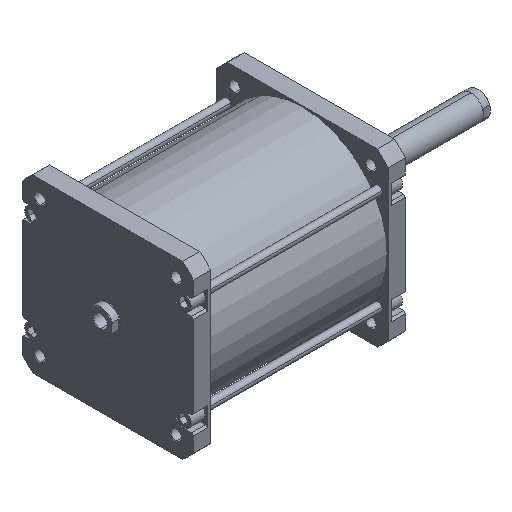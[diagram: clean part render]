
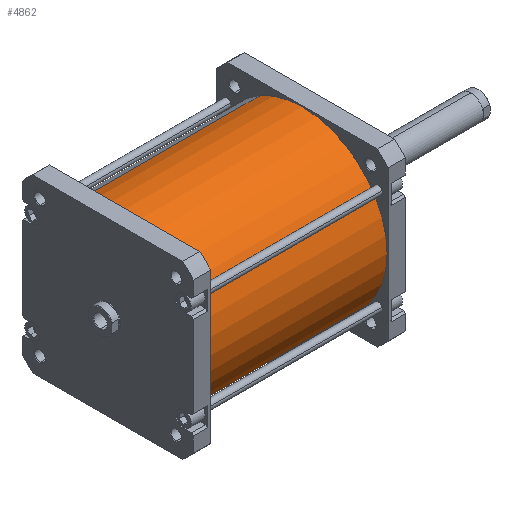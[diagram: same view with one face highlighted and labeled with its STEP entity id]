
A CAD part, isometric view. The second image highlights one B-rep face of the part: STEP entity #4862.
In plain terms, the highlighted cylindrical face has radius 168 mm (diameter 336 mm), a partial arc.
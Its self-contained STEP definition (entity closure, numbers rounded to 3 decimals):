
#499 = EDGE_LOOP ( 'NONE', ( #5489, #5488, #5487, #5486 ) ) ;
#710 = DIRECTION ( 'NONE',  ( 0., 0., -1. ) ) ;
#714 = DIRECTION ( 'NONE',  ( -1., 0., 0. ) ) ;
#723 = CARTESIAN_POINT ( 'NONE',  ( 0., 0., 352. ) ) ;
#1122 = CARTESIAN_POINT ( 'NONE',  ( 168., 0., 352. ) ) ;
#1125 = DIRECTION ( 'NONE',  ( 0., 0., -1. ) ) ;
#1132 = CARTESIAN_POINT ( 'NONE',  ( 0., 0., 352. ) ) ;
#1135 = DIRECTION ( 'NONE',  ( 0., 0., 1. ) ) ;
#1136 = DIRECTION ( 'NONE',  ( 1., 0., 0. ) ) ;
#1142 = CARTESIAN_POINT ( 'NONE',  ( -168., 0., 352. ) ) ;
#1143 = DIRECTION ( 'NONE',  ( 0., 0., -1. ) ) ;
#1157 = CARTESIAN_POINT ( 'NONE',  ( 0., 0., 0. ) ) ;
#1163 = DIRECTION ( 'NONE',  ( 0., 0., 1. ) ) ;
#1164 = DIRECTION ( 'NONE',  ( 1., 0., 0. ) ) ;
#1389 = VERTEX_POINT ( 'NONE', #1745 ) ;
#1391 = VERTEX_POINT ( 'NONE', #1747 ) ;
#1392 = VERTEX_POINT ( 'NONE', #1748 ) ;
#1393 = VERTEX_POINT ( 'NONE', #1749 ) ;
#1745 = CARTESIAN_POINT ( 'NONE',  ( 168., 0., 352. ) ) ;
#1747 = CARTESIAN_POINT ( 'NONE',  ( 168., 0., 0. ) ) ;
#1748 = CARTESIAN_POINT ( 'NONE',  ( -168., 0., 0. ) ) ;
#1749 = CARTESIAN_POINT ( 'NONE',  ( -168., 0., 352. ) ) ;
#2797 = AXIS2_PLACEMENT_3D ( 'NONE', #723, #710, #714 ) ;
#2917 = AXIS2_PLACEMENT_3D ( 'NONE', #1132, #1135, #1136 ) ;
#2924 = AXIS2_PLACEMENT_3D ( 'NONE', #1157, #1163, #1164 ) ;
#4389 = FACE_OUTER_BOUND ( 'NONE', #499, .T. ) ;
#4392 = CYLINDRICAL_SURFACE ( 'NONE', #2797, 168. ) ;
#4625 = LINE ( 'NONE', #1122, #4640 ) ;
#4640 = VECTOR ( 'NONE', #1125, 1000. ) ;
#4641 = LINE ( 'NONE', #1142, #4648 ) ;
#4647 = CIRCLE ( 'NONE', #2917, 168. ) ;
#4648 = VECTOR ( 'NONE', #1143, 1000. ) ;
#4660 = CIRCLE ( 'NONE', #2924, 168. ) ;
#4862 = ADVANCED_FACE ( 'NONE', ( #4389 ), #4392, .T. ) ;
#5486 = ORIENTED_EDGE ( 'NONE', *, *, #6159, .T. ) ;
#5487 = ORIENTED_EDGE ( 'NONE', *, *, #6152, .T. ) ;
#5488 = ORIENTED_EDGE ( 'NONE', *, *, #6149, .F. ) ;
#5489 = ORIENTED_EDGE ( 'NONE', *, *, #6145, .F. ) ;
#6145 = EDGE_CURVE ( 'NONE', #1389, #1391, #4625, .T. ) ;
#6149 = EDGE_CURVE ( 'NONE', #1393, #1389, #4647, .T. ) ;
#6152 = EDGE_CURVE ( 'NONE', #1393, #1392, #4641, .T. ) ;
#6159 = EDGE_CURVE ( 'NONE', #1392, #1391, #4660, .T. ) ;
